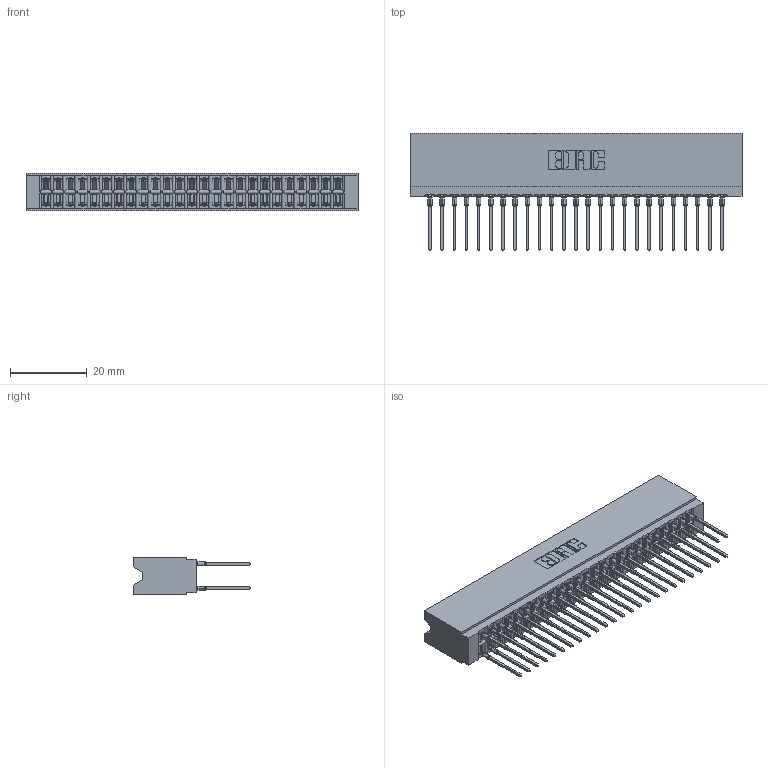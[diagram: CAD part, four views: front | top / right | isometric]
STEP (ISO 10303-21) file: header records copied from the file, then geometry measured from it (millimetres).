
FILE_DESCRIPTION (( 'STEP AP203' ), '1' );
FILE_NAME ('746-050-545-206.STEP', '2026-02-27T18:52:08', ( '' ), ( '' ), 'SwSTEP 2.0', 'SolidWorks 2023', '' );
FILE_SCHEMA (( 'CONFIG_CONTROL_DESIGN' ));
Length unit declared in the file: millimetre
Products named in the file (3): 746 Part_.515 Slot Depth - 06; 746-050-545-206; 746-292-001_545
Assembly tree (51 placements, depth 2):
  746-050-545-206
    746 Part_.515 Slot Depth - 06
    746-292-001_545  x50
Bounding box: 86.61 x 30.59 x 9.91 mm (x, y, z)
Volume: 9539.7 mm3; surface area: 15798.9 mm2
Topology: 51 solids, 51 shells, 4573 faces, 12565 edges, 8000 vertices
Faces by surface type: plane 2356, bspline 1000, cylinder 917, torus 300
Entity records: 40995 total; most frequent: CARTESIAN_POINT 8298, ORIENTED_EDGE 7000, DIRECTION 5874, EDGE_CURVE 3500, VECTOR 3066, LINE 3066, VERTEX_POINT 2316, AXIS2_PLACEMENT_3D 1404
